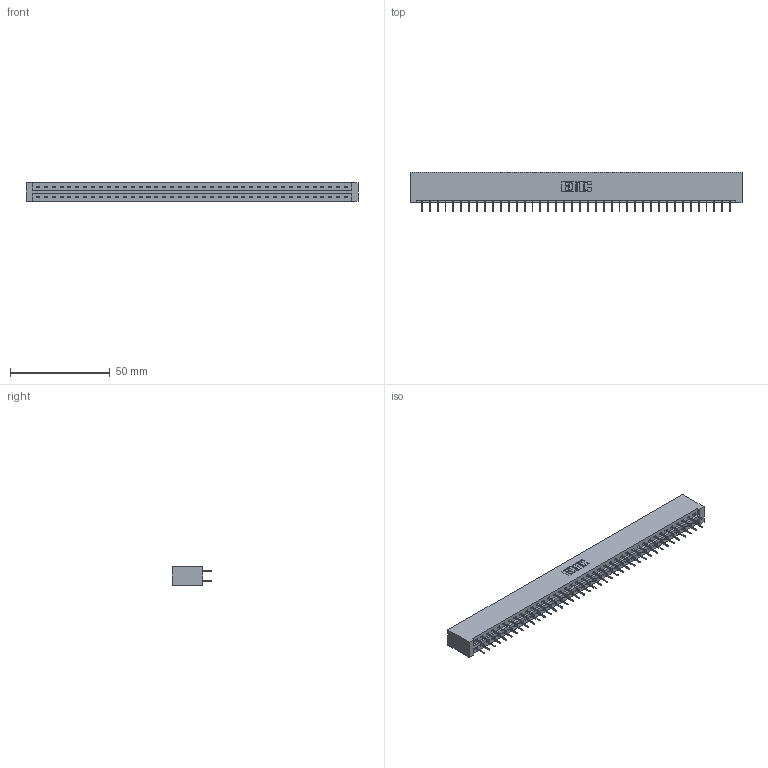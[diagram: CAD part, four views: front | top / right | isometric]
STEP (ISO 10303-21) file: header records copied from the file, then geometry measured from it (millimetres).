
FILE_DESCRIPTION (( 'STEP AP203' ), '1' );
FILE_NAME ('387-080-524-201.STEP', '2018-09-23T18:19:19', ( '' ), ( '' ), 'SwSTEP 2.0', 'SolidWorks 2016', '' );
FILE_SCHEMA (( 'CONFIG_CONTROL_DESIGN' ));
Length unit declared in the file: inch
Products named in the file (3): 337 Part_No Mounting Lugs; 345-292-001_345-293-124; 387-080-524-201
Assembly tree (81 placements, depth 2):
  387-080-524-201
    337 Part_No Mounting Lugs
    345-292-001_345-293-124  x80
Bounding box: 166.37 x 19.69 x 9.4 mm (x, y, z)
Volume: 18146.4 mm3; surface area: 20176.3 mm2
Topology: 81 solids, 81 shells, 4746 faces, 13487 edges, 8670 vertices
Faces by surface type: plane 3586, cylinder 1160
Entity records: 31069 total; most frequent: CARTESIAN_POINT 5234, ORIENTED_EDGE 5170, DIRECTION 4449, EDGE_CURVE 2585, VECTOR 2469, LINE 2469, VERTEX_POINT 1718, AXIS2_PLACEMENT_3D 990
